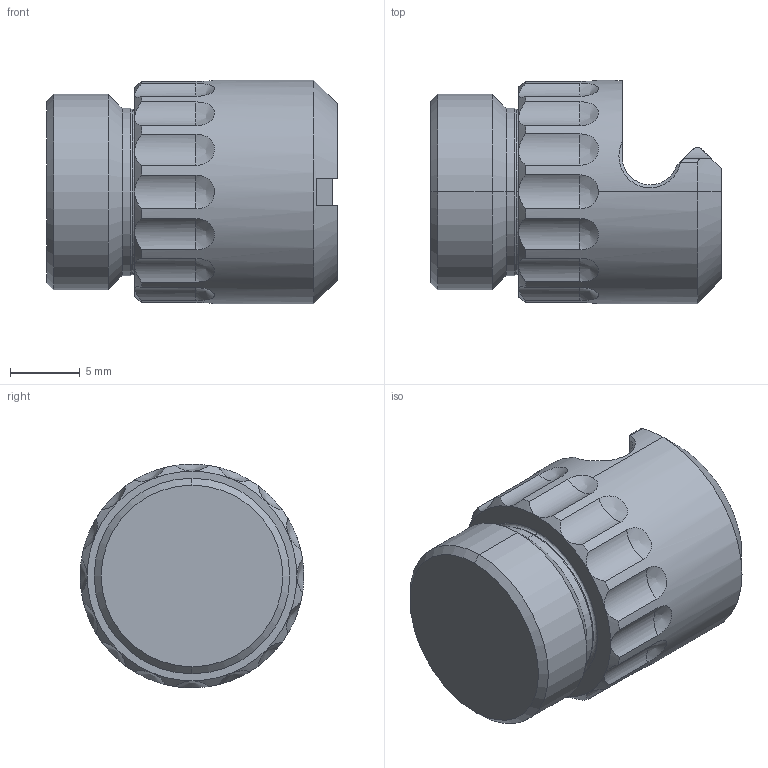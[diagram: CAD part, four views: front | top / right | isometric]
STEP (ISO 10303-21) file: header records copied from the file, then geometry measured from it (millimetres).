
FILE_DESCRIPTION (( 'STEP AP214' ), '1' );
FILE_NAME ('1702.760.stp', '2018-03-26T11:32:19', ( '' ), ( '' ), 'SwSTEP 2.0', 'SolidWorks 2016', '' );
FILE_SCHEMA (( 'AUTOMOTIVE_DESIGN' ));
Length unit declared in the file: millimetre
Products named in the file (1): 1702.760
Bounding box: 20.8 x 16 x 16 mm (x, y, z)
Volume: 3144.8 mm3; surface area: 1418.7 mm2
Topology: 1 solids, 1 shells, 95 faces, 247 edges, 155 vertices
Faces by surface type: cylinder 33, cone 25, bspline 20, plane 17
Entity records: 4592 total; most frequent: CARTESIAN_POINT 2429, ORIENTED_EDGE 494, DIRECTION 391, EDGE_CURVE 247, VERTEX_POINT 155, AXIS2_PLACEMENT_3D 152, EDGE_LOOP 96, FACE_OUTER_BOUND 95
